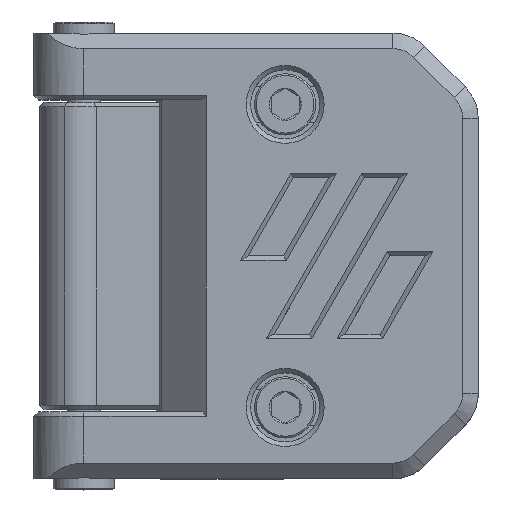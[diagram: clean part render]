
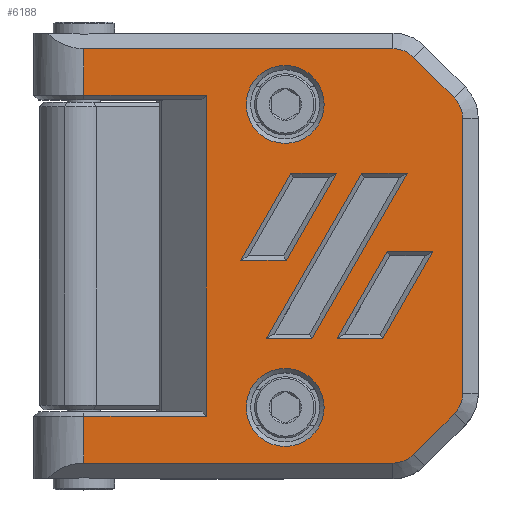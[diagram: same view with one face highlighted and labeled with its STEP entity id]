
A CAD part, top view. The second image highlights one B-rep face of the part: STEP entity #6188.
In plain terms, the highlighted planar face has unit normal (0, 0, 1).
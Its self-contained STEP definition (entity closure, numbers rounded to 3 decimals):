
#214=FACE_BOUND('',#1000,.T.);
#215=FACE_BOUND('',#1001,.T.);
#216=FACE_BOUND('',#1002,.T.);
#217=FACE_BOUND('',#1003,.T.);
#218=FACE_BOUND('',#1004,.T.);
#320=PLANE('',#6741);
#605=FACE_OUTER_BOUND('',#999,.T.);
#999=EDGE_LOOP('',(#4717,#4718,#4719,#4720,#4721,#4722,#4723,#4724,#4725,
#4726,#4727,#4728,#4729,#4730));
#1000=EDGE_LOOP('',(#4731,#4732,#4733,#4734));
#1001=EDGE_LOOP('',(#4735));
#1002=EDGE_LOOP('',(#4736));
#1003=EDGE_LOOP('',(#4737,#4738,#4739,#4740));
#1004=EDGE_LOOP('',(#4741,#4742,#4743,#4744));
#1340=CIRCLE('',#6676,2.6);
#1342=CIRCLE('',#6680,2.6);
#1344=CIRCLE('',#6684,2.6);
#1346=CIRCLE('',#6688,2.6);
#1357=CIRCLE('',#6726,3.5);
#1358=CIRCLE('',#6728,3.5);
#1495=LINE('',#9082,#2138);
#1563=LINE('',#9274,#2206);
#1566=LINE('',#9284,#2209);
#1570=LINE('',#9300,#2213);
#1575=LINE('',#9321,#2218);
#1579=LINE('',#9330,#2222);
#1584=LINE('',#9338,#2227);
#1585=LINE('',#9340,#2228);
#1592=LINE('',#9355,#2235);
#1596=LINE('',#9364,#2239);
#1601=LINE('',#9372,#2244);
#1602=LINE('',#9374,#2245);
#1609=LINE('',#9389,#2252);
#1613=LINE('',#9397,#2256);
#1617=LINE('',#9405,#2260);
#1619=LINE('',#9408,#2262);
#1636=LINE('',#9449,#2279);
#1640=LINE('',#9461,#2283);
#1644=LINE('',#9473,#2287);
#1686=LINE('',#9581,#2329);
#1690=LINE('',#9588,#2333);
#1696=LINE('',#9603,#2339);
#2138=VECTOR('',#7212,10.);
#2206=VECTOR('',#7386,10.);
#2209=VECTOR('',#7395,10.);
#2213=VECTOR('',#7411,10.);
#2218=VECTOR('',#7434,10.);
#2222=VECTOR('',#7440,10.);
#2227=VECTOR('',#7447,10.);
#2228=VECTOR('',#7450,10.);
#2235=VECTOR('',#7463,10.);
#2239=VECTOR('',#7469,10.);
#2244=VECTOR('',#7476,10.);
#2245=VECTOR('',#7479,10.);
#2252=VECTOR('',#7492,10.);
#2256=VECTOR('',#7498,10.);
#2260=VECTOR('',#7504,10.);
#2262=VECTOR('',#7508,10.);
#2279=VECTOR('',#7555,10.);
#2283=VECTOR('',#7567,10.);
#2287=VECTOR('',#7579,10.);
#2329=VECTOR('',#7709,10.);
#2333=VECTOR('',#7719,10.);
#2339=VECTOR('',#7741,10.);
#2773=VERTEX_POINT('',#9056);
#2783=VERTEX_POINT('',#9081);
#2853=VERTEX_POINT('',#9271);
#2854=VERTEX_POINT('',#9273);
#2858=VERTEX_POINT('',#9283);
#2864=VERTEX_POINT('',#9299);
#2870=VERTEX_POINT('',#9319);
#2871=VERTEX_POINT('',#9320);
#2874=VERTEX_POINT('',#9328);
#2875=VERTEX_POINT('',#9329);
#2881=VERTEX_POINT('',#9353);
#2882=VERTEX_POINT('',#9354);
#2885=VERTEX_POINT('',#9362);
#2886=VERTEX_POINT('',#9363);
#2892=VERTEX_POINT('',#9387);
#2893=VERTEX_POINT('',#9388);
#2896=VERTEX_POINT('',#9396);
#2899=VERTEX_POINT('',#9404);
#2906=VERTEX_POINT('',#9442);
#2908=VERTEX_POINT('',#9448);
#2910=VERTEX_POINT('',#9454);
#2912=VERTEX_POINT('',#9460);
#2914=VERTEX_POINT('',#9466);
#2916=VERTEX_POINT('',#9472);
#2934=VERTEX_POINT('',#9566);
#2935=VERTEX_POINT('',#9570);
#2937=VERTEX_POINT('',#9578);
#2938=VERTEX_POINT('',#9580);
#3322=EDGE_CURVE('',#2783,#2773,#1495,.T.);
#3417=EDGE_CURVE('',#2854,#2853,#1563,.T.);
#3422=EDGE_CURVE('',#2783,#2858,#1566,.T.);
#3430=EDGE_CURVE('',#2864,#2854,#1570,.T.);
#3440=EDGE_CURVE('',#2870,#2871,#1575,.T.);
#3444=EDGE_CURVE('',#2874,#2875,#1579,.T.);
#3449=EDGE_CURVE('',#2875,#2870,#1584,.T.);
#3450=EDGE_CURVE('',#2871,#2874,#1585,.T.);
#3457=EDGE_CURVE('',#2881,#2882,#1592,.T.);
#3461=EDGE_CURVE('',#2885,#2886,#1596,.T.);
#3466=EDGE_CURVE('',#2886,#2881,#1601,.T.);
#3467=EDGE_CURVE('',#2882,#2885,#1602,.T.);
#3474=EDGE_CURVE('',#2892,#2893,#1609,.T.);
#3478=EDGE_CURVE('',#2893,#2896,#1613,.T.);
#3482=EDGE_CURVE('',#2896,#2899,#1617,.T.);
#3484=EDGE_CURVE('',#2899,#2892,#1619,.T.);
#3500=EDGE_CURVE('',#2858,#2906,#1340,.T.);
#3503=EDGE_CURVE('',#2906,#2908,#1636,.T.);
#3506=EDGE_CURVE('',#2908,#2910,#1342,.T.);
#3509=EDGE_CURVE('',#2910,#2912,#1640,.T.);
#3512=EDGE_CURVE('',#2912,#2914,#1344,.T.);
#3515=EDGE_CURVE('',#2914,#2916,#1644,.T.);
#3518=EDGE_CURVE('',#2916,#2853,#1346,.T.);
#3563=EDGE_CURVE('',#2934,#2934,#1357,.T.);
#3565=EDGE_CURVE('',#2935,#2935,#1358,.T.);
#3570=EDGE_CURVE('',#2937,#2938,#1686,.T.);
#3574=EDGE_CURVE('',#2864,#2937,#1690,.T.);
#3582=EDGE_CURVE('',#2938,#2773,#1696,.T.);
#4717=ORIENTED_EDGE('',*,*,#3422,.F.);
#4718=ORIENTED_EDGE('',*,*,#3322,.T.);
#4719=ORIENTED_EDGE('',*,*,#3582,.F.);
#4720=ORIENTED_EDGE('',*,*,#3570,.F.);
#4721=ORIENTED_EDGE('',*,*,#3574,.F.);
#4722=ORIENTED_EDGE('',*,*,#3430,.T.);
#4723=ORIENTED_EDGE('',*,*,#3417,.T.);
#4724=ORIENTED_EDGE('',*,*,#3518,.F.);
#4725=ORIENTED_EDGE('',*,*,#3515,.F.);
#4726=ORIENTED_EDGE('',*,*,#3512,.F.);
#4727=ORIENTED_EDGE('',*,*,#3509,.F.);
#4728=ORIENTED_EDGE('',*,*,#3506,.F.);
#4729=ORIENTED_EDGE('',*,*,#3503,.F.);
#4730=ORIENTED_EDGE('',*,*,#3500,.F.);
#4731=ORIENTED_EDGE('',*,*,#3461,.F.);
#4732=ORIENTED_EDGE('',*,*,#3467,.F.);
#4733=ORIENTED_EDGE('',*,*,#3457,.F.);
#4734=ORIENTED_EDGE('',*,*,#3466,.F.);
#4735=ORIENTED_EDGE('',*,*,#3563,.F.);
#4736=ORIENTED_EDGE('',*,*,#3565,.F.);
#4737=ORIENTED_EDGE('',*,*,#3474,.F.);
#4738=ORIENTED_EDGE('',*,*,#3484,.F.);
#4739=ORIENTED_EDGE('',*,*,#3482,.F.);
#4740=ORIENTED_EDGE('',*,*,#3478,.F.);
#4741=ORIENTED_EDGE('',*,*,#3444,.F.);
#4742=ORIENTED_EDGE('',*,*,#3450,.F.);
#4743=ORIENTED_EDGE('',*,*,#3440,.F.);
#4744=ORIENTED_EDGE('',*,*,#3449,.F.);
#6188=ADVANCED_FACE('',(#605,#214,#215,#216,#217,#218),#320,.T.);
#6676=AXIS2_PLACEMENT_3D('',#9443,#7548,#7549);
#6680=AXIS2_PLACEMENT_3D('',#9455,#7560,#7561);
#6684=AXIS2_PLACEMENT_3D('',#9467,#7572,#7573);
#6688=AXIS2_PLACEMENT_3D('',#9478,#7584,#7585);
#6726=AXIS2_PLACEMENT_3D('',#9567,#7694,#7695);
#6728=AXIS2_PLACEMENT_3D('',#9571,#7699,#7700);
#6741=AXIS2_PLACEMENT_3D('',#9602,#7739,#7740);
#7212=DIRECTION('',(0.,-1.,0.));
#7386=DIRECTION('',(1.,0.,0.));
#7395=DIRECTION('',(1.,0.,0.));
#7411=DIRECTION('',(0.,-1.,0.));
#7434=DIRECTION('',(1.,0.,0.));
#7440=DIRECTION('',(-1.,0.,0.));
#7447=DIRECTION('',(-0.5,-0.866,0.));
#7450=DIRECTION('',(0.5,0.866,0.));
#7463=DIRECTION('',(0.5,0.866,0.));
#7469=DIRECTION('',(-0.5,-0.866,0.));
#7476=DIRECTION('',(1.,0.,0.));
#7479=DIRECTION('',(-1.,0.,0.));
#7492=DIRECTION('',(-1.,0.,0.));
#7498=DIRECTION('',(-0.5,-0.866,0.));
#7504=DIRECTION('',(1.,0.,0.));
#7508=DIRECTION('',(0.5,0.866,0.));
#7548=DIRECTION('center_axis',(0.,0.,-1.));
#7549=DIRECTION('ref_axis',(0.707,0.707,0.));
#7555=DIRECTION('',(0.707,-0.707,0.));
#7560=DIRECTION('center_axis',(0.,0.,-1.));
#7561=DIRECTION('ref_axis',(1.,0.,0.));
#7567=DIRECTION('',(0.,-1.,0.));
#7572=DIRECTION('center_axis',(0.,0.,-1.));
#7573=DIRECTION('ref_axis',(0.707,-0.707,0.));
#7579=DIRECTION('',(-0.707,-0.707,0.));
#7584=DIRECTION('center_axis',(0.,0.,-1.));
#7585=DIRECTION('ref_axis',(0.,-1.,0.));
#7694=DIRECTION('center_axis',(0.,0.,1.));
#7695=DIRECTION('ref_axis',(-1.,0.,0.));
#7699=DIRECTION('center_axis',(0.,0.,1.));
#7700=DIRECTION('ref_axis',(-1.,0.,0.));
#7709=DIRECTION('',(0.,1.,0.));
#7719=DIRECTION('',(1.,0.,0.));
#7739=DIRECTION('center_axis',(0.,0.,1.));
#7740=DIRECTION('ref_axis',(1.,0.,0.));
#7741=DIRECTION('',(-1.,0.,0.));
#9056=CARTESIAN_POINT('',(-11.5,-5.598,5.));
#9081=CARTESIAN_POINT('',(-11.5,-1.4,5.));
#9082=CARTESIAN_POINT('',(-11.5,0.,5.));
#9271=CARTESIAN_POINT('',(16.243,-38.6,5.));
#9273=CARTESIAN_POINT('',(-11.5,-38.6,5.));
#9274=CARTESIAN_POINT('',(-7.576,-38.6,5.));
#9283=CARTESIAN_POINT('',(16.243,-1.4,5.));
#9284=CARTESIAN_POINT('',(-7.576,-1.4,5.));
#9299=CARTESIAN_POINT('',(-11.5,-34.402,5.));
#9300=CARTESIAN_POINT('',(-11.5,0.,5.));
#9319=CARTESIAN_POINT('',(11.223,-27.411,5.));
#9320=CARTESIAN_POINT('',(15.322,-27.411,5.));
#9321=CARTESIAN_POINT('',(17.645,-27.411,5.));
#9328=CARTESIAN_POINT('',(19.831,-19.6,5.));
#9329=CARTESIAN_POINT('',(15.732,-19.6,5.));
#9330=CARTESIAN_POINT('',(18.082,-19.6,5.));
#9338=CARTESIAN_POINT('',(14.122,-22.388,5.));
#9340=CARTESIAN_POINT('',(19.618,-19.97,5.));
#9353=CARTESIAN_POINT('',(8.971,-27.411,5.));
#9354=CARTESIAN_POINT('',(17.528,-12.589,5.));
#9355=CARTESIAN_POINT('',(16.085,-15.09,5.));
#9362=CARTESIAN_POINT('',(13.429,-12.589,5.));
#9363=CARTESIAN_POINT('',(4.872,-27.411,5.));
#9364=CARTESIAN_POINT('',(8.565,-21.013,5.));
#9372=CARTESIAN_POINT('',(14.47,-27.411,5.));
#9374=CARTESIAN_POINT('',(16.93,-12.589,5.));
#9387=CARTESIAN_POINT('',(11.177,-12.589,5.));
#9388=CARTESIAN_POINT('',(7.078,-12.589,5.));
#9389=CARTESIAN_POINT('',(13.755,-12.589,5.));
#9396=CARTESIAN_POINT('',(2.569,-20.4,5.));
#9397=CARTESIAN_POINT('',(5.032,-16.133,5.));
#9404=CARTESIAN_POINT('',(6.668,-20.4,5.));
#9405=CARTESIAN_POINT('',(13.318,-20.4,5.));
#9408=CARTESIAN_POINT('',(10.528,-13.715,5.));
#9442=CARTESIAN_POINT('',(18.082,-2.162,5.));
#9443=CARTESIAN_POINT('Origin',(16.243,-4.,5.));
#9448=CARTESIAN_POINT('',(21.738,-5.818,5.));
#9449=CARTESIAN_POINT('',(20.024,-4.104,5.));
#9454=CARTESIAN_POINT('',(22.5,-7.657,5.));
#9455=CARTESIAN_POINT('Origin',(19.9,-7.657,5.));
#9460=CARTESIAN_POINT('',(22.5,-32.343,5.));
#9461=CARTESIAN_POINT('',(22.5,-26.172,5.));
#9466=CARTESIAN_POINT('',(21.738,-34.182,5.));
#9467=CARTESIAN_POINT('Origin',(19.9,-32.343,5.));
#9472=CARTESIAN_POINT('',(18.082,-37.838,5.));
#9473=CARTESIAN_POINT('',(18.196,-37.724,5.));
#9478=CARTESIAN_POINT('Origin',(16.243,-36.,5.));
#9566=CARTESIAN_POINT('',(10.069,-33.6,5.));
#9567=CARTESIAN_POINT('Origin',(6.569,-33.6,5.));
#9570=CARTESIAN_POINT('',(10.069,-6.4,5.));
#9571=CARTESIAN_POINT('Origin',(6.569,-6.4,5.));
#9578=CARTESIAN_POINT('',(-0.5,-34.402,5.));
#9580=CARTESIAN_POINT('',(-0.5,-5.598,5.));
#9581=CARTESIAN_POINT('',(-0.5,-27.001,5.));
#9588=CARTESIAN_POINT('',(-7.576,-34.402,5.));
#9602=CARTESIAN_POINT('Origin',(19.2,-20.,5.));
#9603=CARTESIAN_POINT('',(2.85,-5.598,5.));
